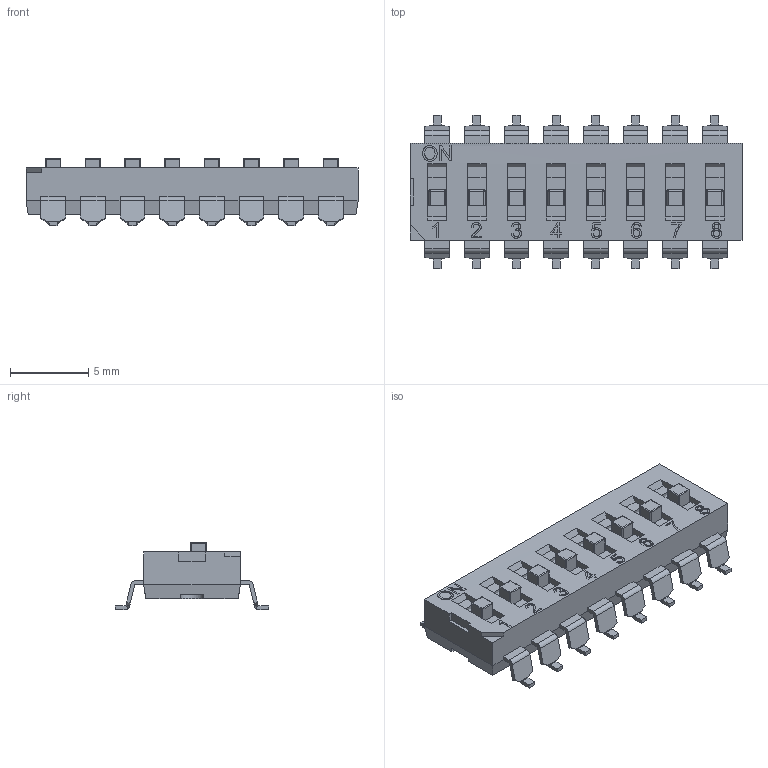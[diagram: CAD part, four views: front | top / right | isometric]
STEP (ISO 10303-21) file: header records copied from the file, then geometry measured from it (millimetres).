
FILE_DESCRIPTION(/* description */ (''),/* implementation_level */ '2;1');
FILE_NAME(/* name */ 'SMD DIP SWITCH 8P.step',/* time_stamp */ '2021-04-01T12:33:30+02:00',/* author */ (''),/* organization */ (''),/* preprocessor_version */ 'ST-DEVELOPER v18.1',/* originating_system */ 'Autodesk Translation Framework v9.10.0.1330',/* authorisation */ '');
FILE_SCHEMA (('AUTOMOTIVE_DESIGN { 1 0 10303 214 3 1 1 }'));
Length unit declared in the file: millimetre
Products named in the file (1): SMD DIP SWITCH 8P
Bounding box: 21.26 x 9.8 x 4.32 mm (x, y, z)
Volume: 413.2 mm3; surface area: 885 mm2
Topology: 25 solids, 25 shells, 1437 faces, 3869 edges, 2438 vertices
Faces by surface type: plane 881, cylinder 434, bspline 58, torus 32, sphere 32
Full cylindrical faces by diameter (mm): 0.57 x8, 0.6 x24, 2.4 x1
Entity records: 46886 total; most frequent: CARTESIAN_POINT 10441, ORIENTED_EDGE 7738, DIRECTION 7384, EDGE_CURVE 3869, LINE 2818, VECTOR 2818, VERTEX_POINT 2438, AXIS2_PLACEMENT_3D 2283
